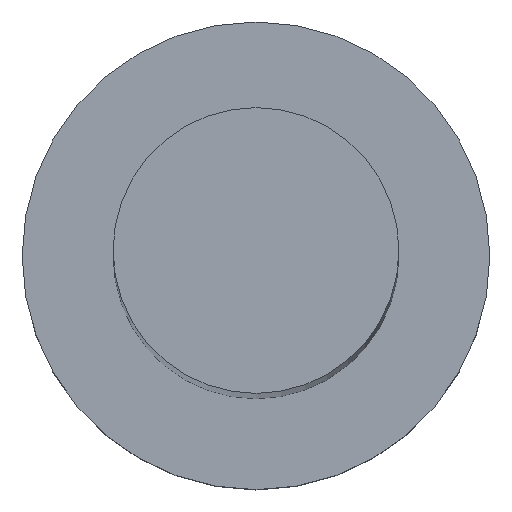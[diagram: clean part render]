
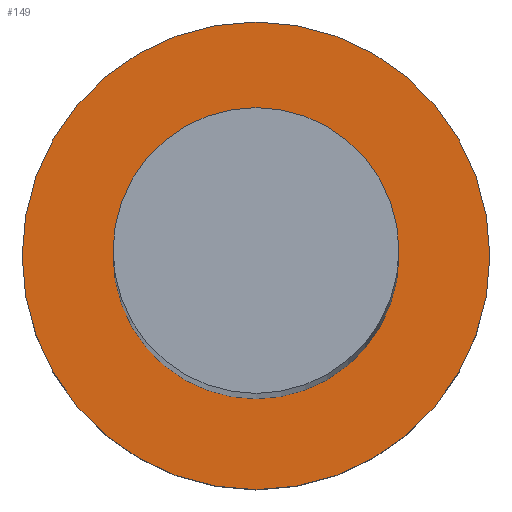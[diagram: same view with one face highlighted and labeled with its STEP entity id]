
A CAD part, top view. The second image highlights one B-rep face of the part: STEP entity #149.
In plain terms, the highlighted planar face has unit normal (0, 0, 1).
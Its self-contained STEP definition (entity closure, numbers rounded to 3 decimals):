
#11 = VERTEX_POINT ( 'NONE', #221 ) ;
#20 = DIRECTION ( 'NONE',  ( 1., 0., 0. ) ) ;
#24 = AXIS2_PLACEMENT_3D ( 'NONE', #184, #223, #63 ) ;
#26 = FACE_BOUND ( 'NONE', #201, .T. ) ;
#34 = ORIENTED_EDGE ( 'NONE', *, *, #123, .T. ) ;
#38 = CIRCLE ( 'NONE', #188, 5.5 ) ;
#41 = EDGE_CURVE ( 'NONE', #67, #166, #69, .T. ) ;
#61 = DIRECTION ( 'NONE',  ( 0., 0., 1. ) ) ;
#63 = DIRECTION ( 'NONE',  ( 1., 0., 0. ) ) ;
#67 = VERTEX_POINT ( 'NONE', #116 ) ;
#68 = DIRECTION ( 'NONE',  ( 1., 0., 0. ) ) ;
#69 = CIRCLE ( 'NONE', #192, 5.5 ) ;
#81 = CARTESIAN_POINT ( 'NONE',  ( 0., 0., 6.5 ) ) ;
#86 = EDGE_LOOP ( 'NONE', ( #253, #34 ) ) ;
#91 = DIRECTION ( 'NONE',  ( 0., 0., 1. ) ) ;
#94 = CARTESIAN_POINT ( 'NONE',  ( 0., 0., 6.5 ) ) ;
#116 = CARTESIAN_POINT ( 'NONE',  ( 5.5, 0., 6.5 ) ) ;
#117 = AXIS2_PLACEMENT_3D ( 'NONE', #81, #162, #218 ) ;
#123 = EDGE_CURVE ( 'NONE', #11, #190, #170, .T. ) ;
#128 = CARTESIAN_POINT ( 'NONE',  ( -9., 0., 6.5 ) ) ;
#132 = FACE_OUTER_BOUND ( 'NONE', #86, .T. ) ;
#141 = CIRCLE ( 'NONE', #148, 9. ) ;
#148 = AXIS2_PLACEMENT_3D ( 'NONE', #254, #91, #68 ) ;
#149 = ADVANCED_FACE ( 'NONE', ( #26, #132 ), #186, .T. ) ;
#162 = DIRECTION ( 'NONE',  ( 0., 0., 1. ) ) ;
#166 = VERTEX_POINT ( 'NONE', #196 ) ;
#170 = CIRCLE ( 'NONE', #24, 9. ) ;
#179 = CARTESIAN_POINT ( 'NONE',  ( 0., 0., 6.5 ) ) ;
#182 = DIRECTION ( 'NONE',  ( 1., 0., 0. ) ) ;
#184 = CARTESIAN_POINT ( 'NONE',  ( 0., 0., 6.5 ) ) ;
#186 = PLANE ( 'NONE',  #117 ) ;
#188 = AXIS2_PLACEMENT_3D ( 'NONE', #94, #205, #20 ) ;
#190 = VERTEX_POINT ( 'NONE', #128 ) ;
#192 = AXIS2_PLACEMENT_3D ( 'NONE', #179, #61, #182 ) ;
#194 = EDGE_CURVE ( 'NONE', #190, #11, #141, .T. ) ;
#196 = CARTESIAN_POINT ( 'NONE',  ( -5.5, 0., 6.5 ) ) ;
#201 = EDGE_LOOP ( 'NONE', ( #233, #204 ) ) ;
#204 = ORIENTED_EDGE ( 'NONE', *, *, #41, .F. ) ;
#205 = DIRECTION ( 'NONE',  ( 0., 0., 1. ) ) ;
#218 = DIRECTION ( 'NONE',  ( 1., 0., 0. ) ) ;
#221 = CARTESIAN_POINT ( 'NONE',  ( 9., 0., 6.5 ) ) ;
#223 = DIRECTION ( 'NONE',  ( 0., 0., 1. ) ) ;
#233 = ORIENTED_EDGE ( 'NONE', *, *, #237, .F. ) ;
#237 = EDGE_CURVE ( 'NONE', #166, #67, #38, .T. ) ;
#253 = ORIENTED_EDGE ( 'NONE', *, *, #194, .T. ) ;
#254 = CARTESIAN_POINT ( 'NONE',  ( 0., 0., 6.5 ) ) ;
